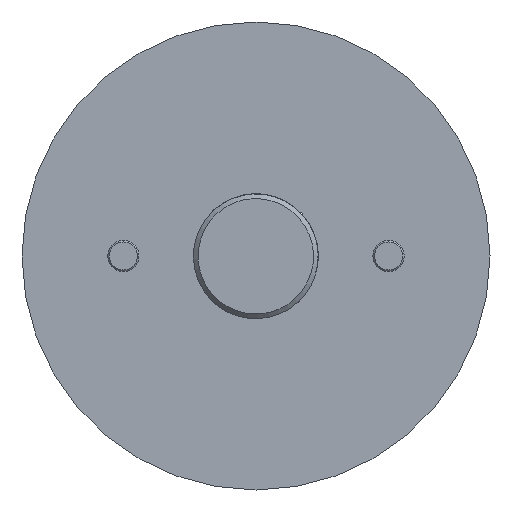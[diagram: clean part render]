
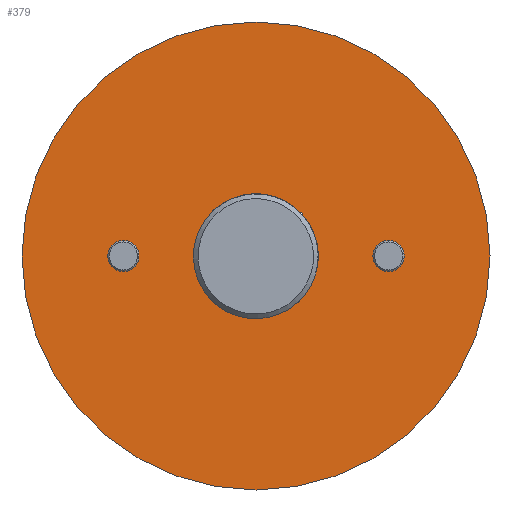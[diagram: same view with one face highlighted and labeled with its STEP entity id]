
A CAD part, front view. The second image highlights one B-rep face of the part: STEP entity #379.
In plain terms, the highlighted planar face has unit normal (0, -1, 0).
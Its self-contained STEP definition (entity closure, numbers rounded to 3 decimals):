
#111=FACE_BOUND('',#152,.T.);
#112=FACE_BOUND('',#153,.T.);
#113=FACE_BOUND('',#154,.T.);
#120=FACE_OUTER_BOUND('',#151,.T.);
#151=EDGE_LOOP('',(#287));
#152=EDGE_LOOP('',(#288));
#153=EDGE_LOOP('',(#289));
#154=EDGE_LOOP('',(#290));
#188=CIRCLE('',#474,4.);
#189=CIRCLE('',#476,15.);
#190=CIRCLE('',#477,1.);
#191=CIRCLE('',#478,1.);
#213=VERTEX_POINT('',#688);
#214=VERTEX_POINT('',#692);
#215=VERTEX_POINT('',#694);
#216=VERTEX_POINT('',#696);
#240=EDGE_CURVE('',#213,#213,#188,.T.);
#242=EDGE_CURVE('',#214,#214,#189,.T.);
#243=EDGE_CURVE('',#215,#215,#190,.T.);
#244=EDGE_CURVE('',#216,#216,#191,.T.);
#287=ORIENTED_EDGE('',*,*,#242,.F.);
#288=ORIENTED_EDGE('',*,*,#240,.F.);
#289=ORIENTED_EDGE('',*,*,#243,.F.);
#290=ORIENTED_EDGE('',*,*,#244,.F.);
#366=PLANE('',#475);
#379=ADVANCED_FACE('',(#120,#111,#112,#113),#366,.F.);
#474=AXIS2_PLACEMENT_3D('',#689,#547,#548);
#475=AXIS2_PLACEMENT_3D('',#691,#550,#551);
#476=AXIS2_PLACEMENT_3D('',#693,#552,#553);
#477=AXIS2_PLACEMENT_3D('',#695,#554,#555);
#478=AXIS2_PLACEMENT_3D('',#697,#556,#557);
#547=DIRECTION('center_axis',(0.,-1.,0.));
#548=DIRECTION('ref_axis',(1.,0.,0.));
#550=DIRECTION('center_axis',(0.,1.,0.));
#551=DIRECTION('ref_axis',(1.,0.,0.));
#552=DIRECTION('center_axis',(0.,1.,0.));
#553=DIRECTION('ref_axis',(1.,0.,0.));
#554=DIRECTION('center_axis',(0.,-1.,0.));
#555=DIRECTION('ref_axis',(1.,0.,0.));
#556=DIRECTION('center_axis',(0.,-1.,0.));
#557=DIRECTION('ref_axis',(1.,0.,0.));
#688=CARTESIAN_POINT('',(-1.531,0.,3.696));
#689=CARTESIAN_POINT('Origin',(0.,0.,0.));
#691=CARTESIAN_POINT('Origin',(0.,0.,0.));
#692=CARTESIAN_POINT('',(-15.,0.,0.));
#693=CARTESIAN_POINT('Origin',(0.,0.,0.));
#694=CARTESIAN_POINT('',(-9.5,0.,0.));
#695=CARTESIAN_POINT('Origin',(-8.5,0.,0.));
#696=CARTESIAN_POINT('',(7.5,0.,0.));
#697=CARTESIAN_POINT('Origin',(8.5,0.,0.));
